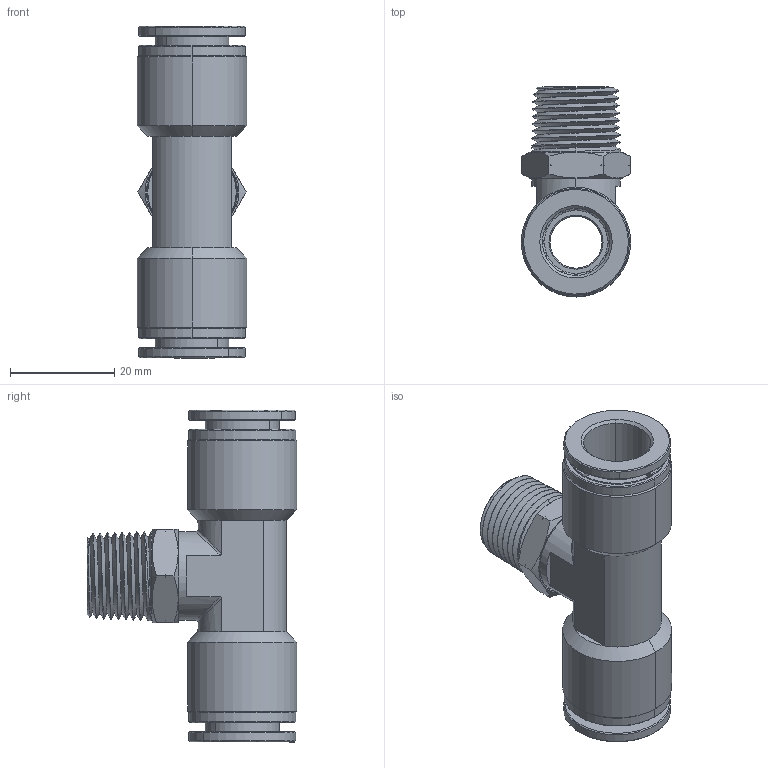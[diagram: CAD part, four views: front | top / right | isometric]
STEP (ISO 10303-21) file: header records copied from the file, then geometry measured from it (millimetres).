
FILE_DESCRIPTION (( 'STEP AP214' ), '1' );
FILE_NAME ('BTS1-2N3-8W.STEP', '2018-07-24T19:23:15', ( '' ), ( '' ), 'SwSTEP 2.0', 'SolidWorks 2016', '' );
FILE_SCHEMA (( 'AUTOMOTIVE_DESIGN' ));
Length unit declared in the file: millimetre
Products named in the file (1): BTS1-2N3-8W
Bounding box: 21 x 40.3 x 63.78 mm (x, y, z)
Volume: 12875.7 mm3; surface area: 18050 mm2
Topology: 12 solids, 12 shells, 976 faces, 2686 edges, 1752 vertices
Faces by surface type: plane 353, cone 338, cylinder 153, bspline 128, torus 4
Entity records: 48774 total; most frequent: CARTESIAN_POINT 14844, ORIENTED_EDGE 5372, DIRECTION 4192, EDGE_CURVE 2686, VERTEX_POINT 1752, AXIS2_PLACEMENT_3D 1707, B_SPLINE_CURVE_WITH_KNOTS 1020, EDGE_LOOP 1020
